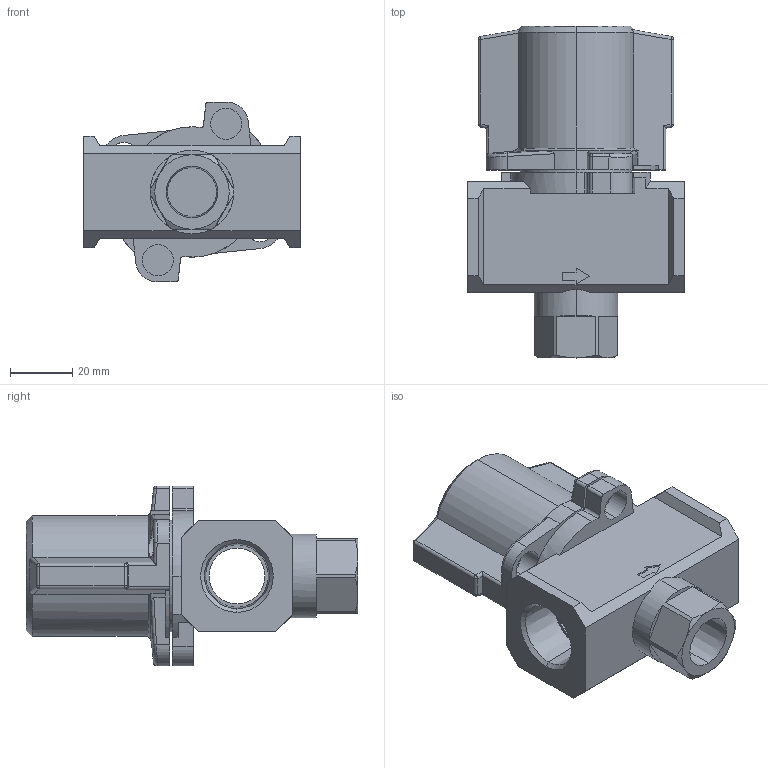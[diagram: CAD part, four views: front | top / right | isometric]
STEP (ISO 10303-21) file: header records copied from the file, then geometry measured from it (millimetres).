
FILE_DESCRIPTION (( 'STEP AP214' ), '1' );
FILE_NAME ('VHS40-F04-B.step', '2013-01-22T14:51:27', ( 'Windows User' ), ( '' ), 'SwSTEP 2.0', 'SolidWorks 2013', '' );
FILE_SCHEMA (( 'AUTOMOTIVE_DESIGN' ));
Length unit declared in the file: millimetre
Products named in the file (3): VHS40-F04-B; VHS40-F04-B_VHS3035BA Handle_40-B; VHS40-F04-B_VHS3035BA Body_40
Assembly tree (2 placements, depth 2):
  VHS40-F04-B
    VHS40-F04-B_VHS3035BA Body_40
    VHS40-F04-B_VHS3035BA Handle_40-B
Bounding box: 70 x 107 x 58 mm (x, y, z)
Volume: 139916.5 mm3; surface area: 31865.2 mm2
Topology: 2 solids, 2 shells, 207 faces, 544 edges, 345 vertices
Faces by surface type: plane 94, cylinder 64, cone 25, bspline 14, sphere 10
Entity records: 7253 total; most frequent: CARTESIAN_POINT 2141, ORIENTED_EDGE 1088, DIRECTION 1013, EDGE_CURVE 544, AXIS2_PLACEMENT_3D 361, VERTEX_POINT 345, VECTOR 291, LINE 291
